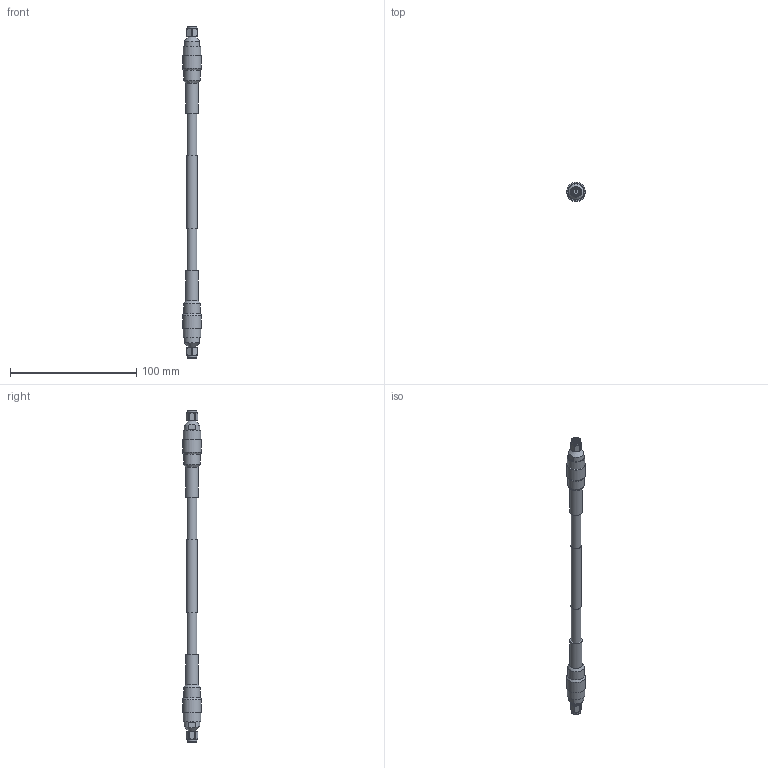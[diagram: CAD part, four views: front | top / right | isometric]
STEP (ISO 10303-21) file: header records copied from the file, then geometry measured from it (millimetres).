
FILE_DESCRIPTION (( 'STEP AP203' ), '1' );
FILE_NAME ('FMHR0225_3D.STEP', '2020-05-21T18:33:50', ( '' ), ( '' ), 'SwSTEP 2.0', 'SolidWorks 2018', '' );
FILE_SCHEMA (( 'CONFIG_CONTROL_DESIGN' ));
Length unit declared in the file: inch
Products named in the file (3): PE45042-4MJR5 ｦ FMCN1185-4MJR5_HeatShrink; Coax Cable_PE-P300LL; FMHR0225_3D
Assembly tree (3 placements, depth 2):
  FMHR0225_3D
    Coax Cable_PE-P300LL
    PE45042-4MJR5 ｦ FMCN1185-4MJR5_HeatShrink  x2
Bounding box: 15.01 x 15.01 x 262.57 mm (x, y, z)
Volume: 24779.3 mm3; surface area: 11094.6 mm2
Topology: 3 solids, 3 shells, 115 faces, 291 edges, 198 vertices
Faces by surface type: cylinder 49, plane 42, bspline 12, cone 12
Full cylindrical faces by diameter (mm): 0.94 x2, 1.194 x2, 4.445 x2, 6.05 x2, 6.35 x12, 7.62 x2, 7.762 x2, 8.636 x1, 10.16 x2, 12.471 x2, 12.954 x2, 13.741 x2, 15.011 x2
Entity records: 3989 total; most frequent: CARTESIAN_POINT 2493, ORIENTED_EDGE 234, DIRECTION 222, EDGE_CURVE 117, AXIS2_PLACEMENT_3D 102, VERTEX_POINT 97, EDGE_LOOP 86, FACE_OUTER_BOUND 72
